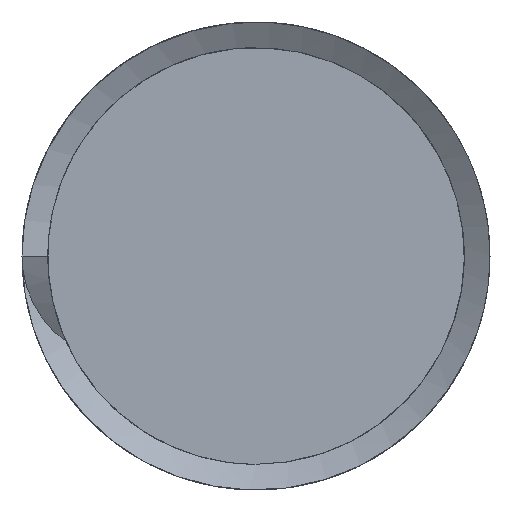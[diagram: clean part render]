
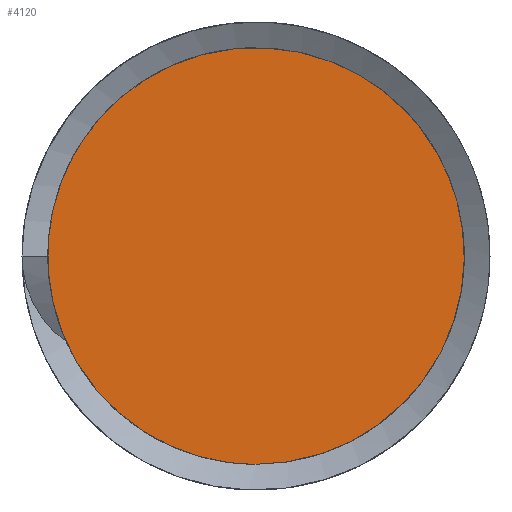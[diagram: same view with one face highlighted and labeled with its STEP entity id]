
A CAD part, left-side view. The second image highlights one B-rep face of the part: STEP entity #4120.
In plain terms, the highlighted free-form (B-spline) face has degree [1, 1] with [2, 2] control points.
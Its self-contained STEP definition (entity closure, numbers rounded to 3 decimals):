
#4101=CARTESIAN_POINT('',(13.855,10.479,11.953));
#4102=CARTESIAN_POINT('',(13.855,-10.479,11.953));
#4103=CARTESIAN_POINT('',(13.855,10.479,-9.005));
#4104=CARTESIAN_POINT('',(13.855,-10.479,-9.005));
#4105=B_SPLINE_SURFACE_WITH_KNOTS('',1,1,((#4101,#4102),(#4103,#4104)),.PLANE_SURF.,.F.,.F.,.U.,(2,2),(2,2),(0.,1.),(0.,1.),.UNSPECIFIED.);
#4106=CARTESIAN_POINT('',(13.855,0.,-5.5));
#4107=VERTEX_POINT('',#4106);
#4108=CARTESIAN_POINT('',(13.855,0.,-5.5));
#4109=CARTESIAN_POINT('',(13.855,-9.526,-5.5));
#4110=CARTESIAN_POINT('',(13.855,-4.763,2.75));
#4111=CARTESIAN_POINT('',(13.855,0.,11.));
#4112=CARTESIAN_POINT('',(13.855,4.763,2.75));
#4113=CARTESIAN_POINT('',(13.855,9.526,-5.5));
#4114=CARTESIAN_POINT('',(13.855,0.,-5.5));
#4115=(BOUNDED_CURVE()B_SPLINE_CURVE(2,(#4108,#4109,#4110,#4111,#4112,#4113,#4114),.CIRCULAR_ARC.,.T.,.U.)B_SPLINE_CURVE_WITH_KNOTS((3,2,2,3),(0.,0.333,0.667,1.),.UNSPECIFIED.)CURVE()GEOMETRIC_REPRESENTATION_ITEM()RATIONAL_B_SPLINE_CURVE((1.,0.5,1.,0.5,1.,0.5,1.))REPRESENTATION_ITEM(''));
#4116=EDGE_CURVE('',#4107,#4107,#4115,.T.);
#4117=ORIENTED_EDGE('',*,*,#4116,.T.);
#4118=EDGE_LOOP('',(#4117));
#4119=FACE_OUTER_BOUND('',#4118,.T.);
#4120=ADVANCED_FACE('',(#4119),#4105,.T.);
